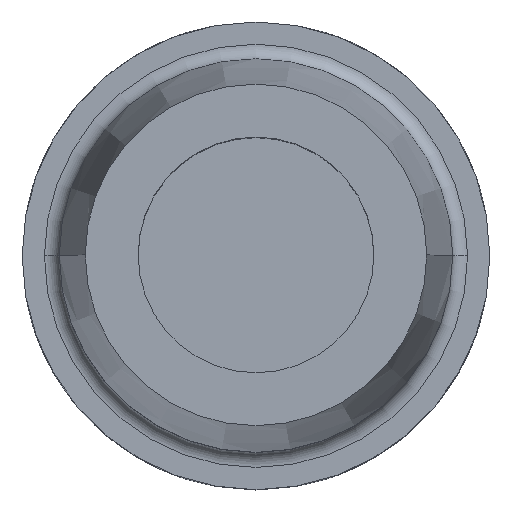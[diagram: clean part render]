
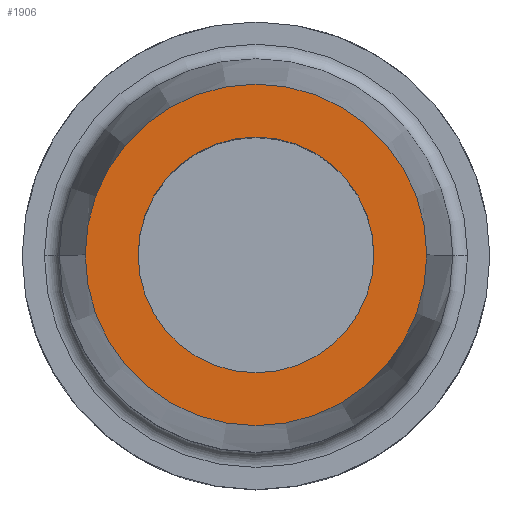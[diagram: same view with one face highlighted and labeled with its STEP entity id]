
A CAD part, top view. The second image highlights one B-rep face of the part: STEP entity #1906.
In plain terms, the highlighted planar face has unit normal (0, 0, 1).
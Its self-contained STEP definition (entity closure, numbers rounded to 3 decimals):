
#298 = FACE_OUTER_BOUND ( 'NONE', #4077, .T. ) ;
#363 = CARTESIAN_POINT ( 'NONE',  ( 0., 23., 95. ) ) ;
#556 = FACE_BOUND ( 'NONE', #847, .T. ) ;
#586 = CIRCLE ( 'NONE', #2630, 23. ) ;
#741 = CARTESIAN_POINT ( 'NONE',  ( 0., 0., 95. ) ) ;
#763 = CARTESIAN_POINT ( 'NONE',  ( -15.875, 0., 95. ) ) ;
#789 = DIRECTION ( 'NONE',  ( 0., 0., -1. ) ) ;
#844 = ORIENTED_EDGE ( 'NONE', *, *, #3364, .F. ) ;
#847 = EDGE_LOOP ( 'NONE', ( #1811, #2843 ) ) ;
#1030 = AXIS2_PLACEMENT_3D ( 'NONE', #3129, #789, #3500 ) ;
#1033 = CARTESIAN_POINT ( 'NONE',  ( 23., 0., 95. ) ) ;
#1102 = CARTESIAN_POINT ( 'NONE',  ( 0., 0., 95. ) ) ;
#1126 = DIRECTION ( 'NONE',  ( -1., 0., 0. ) ) ;
#1244 = DIRECTION ( 'NONE',  ( 0., 0., -1. ) ) ;
#1378 = CARTESIAN_POINT ( 'NONE',  ( -23., 0., 95. ) ) ;
#1474 = DIRECTION ( 'NONE',  ( -1., 0., 0. ) ) ;
#1607 = CIRCLE ( 'NONE', #1030, 23. ) ;
#1639 = CIRCLE ( 'NONE', #1672, 15.875 ) ;
#1672 = AXIS2_PLACEMENT_3D ( 'NONE', #741, #3459, #1126 ) ;
#1732 = EDGE_CURVE ( 'NONE', #3386, #3779, #1639, .T. ) ;
#1811 = ORIENTED_EDGE ( 'NONE', *, *, #1732, .T. ) ;
#1906 = ADVANCED_FACE ( 'NONE', ( #556, #298 ), #3826, .T. ) ;
#1938 = DIRECTION ( 'NONE',  ( 1., 0., 0. ) ) ;
#2408 = VERTEX_POINT ( 'NONE', #1378 ) ;
#2568 = ORIENTED_EDGE ( 'NONE', *, *, #3502, .F. ) ;
#2630 = AXIS2_PLACEMENT_3D ( 'NONE', #3579, #1244, #3943 ) ;
#2843 = ORIENTED_EDGE ( 'NONE', *, *, #4498, .T. ) ;
#3023 = AXIS2_PLACEMENT_3D ( 'NONE', #363, #4193, #1938 ) ;
#3129 = CARTESIAN_POINT ( 'NONE',  ( 0., 0., 95. ) ) ;
#3299 = CARTESIAN_POINT ( 'NONE',  ( 15.875, 0., 95. ) ) ;
#3364 = EDGE_CURVE ( 'NONE', #4384, #2408, #1607, .T. ) ;
#3386 = VERTEX_POINT ( 'NONE', #763 ) ;
#3459 = DIRECTION ( 'NONE',  ( 0., 0., -1. ) ) ;
#3500 = DIRECTION ( 'NONE',  ( -1., 0., 0. ) ) ;
#3502 = EDGE_CURVE ( 'NONE', #2408, #4384, #586, .T. ) ;
#3579 = CARTESIAN_POINT ( 'NONE',  ( 0., 0., 95. ) ) ;
#3779 = VERTEX_POINT ( 'NONE', #3299 ) ;
#3807 = DIRECTION ( 'NONE',  ( 0., 0., -1. ) ) ;
#3826 = PLANE ( 'NONE',  #3023 ) ;
#3943 = DIRECTION ( 'NONE',  ( -1., 0., 0. ) ) ;
#4077 = EDGE_LOOP ( 'NONE', ( #2568, #844 ) ) ;
#4193 = DIRECTION ( 'NONE',  ( 0., 0., 1. ) ) ;
#4384 = VERTEX_POINT ( 'NONE', #1033 ) ;
#4498 = EDGE_CURVE ( 'NONE', #3779, #3386, #4576, .T. ) ;
#4571 = AXIS2_PLACEMENT_3D ( 'NONE', #1102, #3807, #1474 ) ;
#4576 = CIRCLE ( 'NONE', #4571, 15.875 ) ;
